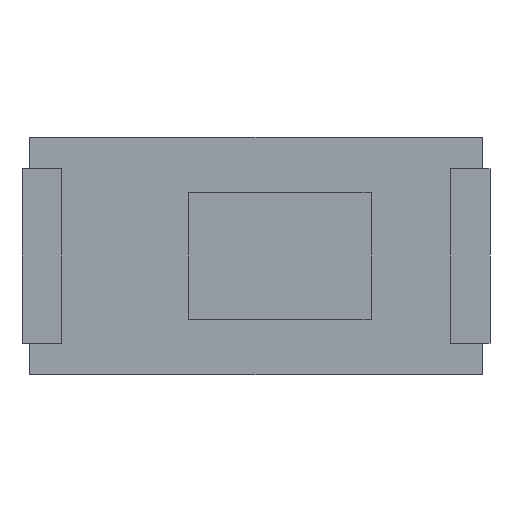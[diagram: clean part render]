
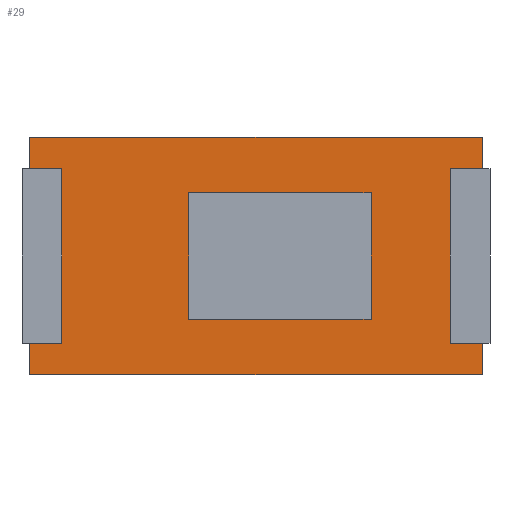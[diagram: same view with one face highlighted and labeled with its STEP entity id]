
A CAD part, front view. The second image highlights one B-rep face of the part: STEP entity #29.
In plain terms, the highlighted planar face has unit normal (0, -1, 0).
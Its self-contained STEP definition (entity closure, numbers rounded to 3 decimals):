
#10 = LINE ( 'NONE', #1670, #233 ) ;
#15 = FACE_BOUND ( 'NONE', #37, .T. ) ;
#18 = VECTOR ( 'NONE', #366, 1000. ) ;
#24 = CARTESIAN_POINT ( 'NONE',  ( -2.45, 0., 1.1 ) ) ;
#26 = DIRECTION ( 'NONE',  ( 0., 0., -1. ) ) ;
#29 = ADVANCED_FACE ( 'NONE', ( #560, #15 ), #1321, .T. ) ;
#37 = EDGE_LOOP ( 'NONE', ( #1520, #987, #1154, #706 ) ) ;
#49 = ORIENTED_EDGE ( 'NONE', *, *, #56, .T. ) ;
#55 = LINE ( 'NONE', #458, #408 ) ;
#56 = EDGE_CURVE ( 'NONE', #1089, #191, #858, .T. ) ;
#108 = EDGE_CURVE ( 'NONE', #555, #1461, #592, .T. ) ;
#109 = VECTOR ( 'NONE', #1449, 1000. ) ;
#114 = LINE ( 'NONE', #870, #536 ) ;
#130 = CARTESIAN_POINT ( 'NONE',  ( 0., 0., -1.1 ) ) ;
#160 = AXIS2_PLACEMENT_3D ( 'NONE', #1188, #687, #26 ) ;
#170 = CARTESIAN_POINT ( 'NONE',  ( 2.85, 0., 1.1 ) ) ;
#178 = EDGE_CURVE ( 'NONE', #1266, #1200, #1100, .T. ) ;
#191 = VERTEX_POINT ( 'NONE', #712 ) ;
#202 = ORIENTED_EDGE ( 'NONE', *, *, #399, .F. ) ;
#208 = DIRECTION ( 'NONE',  ( 0., 0., -1. ) ) ;
#209 = CARTESIAN_POINT ( 'NONE',  ( 0., 0., -0.8 ) ) ;
#233 = VECTOR ( 'NONE', #403, 1000. ) ;
#236 = LINE ( 'NONE', #632, #871 ) ;
#242 = DIRECTION ( 'NONE',  ( 1., 0., 0. ) ) ;
#250 = ORIENTED_EDGE ( 'NONE', *, *, #108, .T. ) ;
#252 = LINE ( 'NONE', #504, #715 ) ;
#281 = EDGE_CURVE ( 'NONE', #1200, #1366, #236, .T. ) ;
#301 = VECTOR ( 'NONE', #1635, 1000. ) ;
#311 = VERTEX_POINT ( 'NONE', #24 ) ;
#321 = CARTESIAN_POINT ( 'NONE',  ( 2.85, 0., 1.5 ) ) ;
#324 = EDGE_CURVE ( 'NONE', #191, #538, #815, .T. ) ;
#332 = CARTESIAN_POINT ( 'NONE',  ( -2.85, 0., -1.1 ) ) ;
#336 = DIRECTION ( 'NONE',  ( 0., 0., 1. ) ) ;
#366 = DIRECTION ( 'NONE',  ( 0., 0., 1. ) ) ;
#374 = CARTESIAN_POINT ( 'NONE',  ( 2.45, 0., 1.1 ) ) ;
#375 = CARTESIAN_POINT ( 'NONE',  ( -0.85, 0., 0.8 ) ) ;
#379 = EDGE_CURVE ( 'NONE', #1562, #1266, #988, .T. ) ;
#399 = EDGE_CURVE ( 'NONE', #679, #668, #1531, .T. ) ;
#402 = EDGE_CURVE ( 'NONE', #538, #492, #1279, .T. ) ;
#403 = DIRECTION ( 'NONE',  ( 0., 0., -1. ) ) ;
#406 = CARTESIAN_POINT ( 'NONE',  ( 0., 0., -1.1 ) ) ;
#408 = VECTOR ( 'NONE', #593, 1000. ) ;
#418 = EDGE_LOOP ( 'NONE', ( #202, #1146, #1669, #742, #720, #1486, #49, #1372, #1442, #808, #250, #1084 ) ) ;
#420 = LINE ( 'NONE', #945, #109 ) ;
#423 = VECTOR ( 'NONE', #1591, 1000. ) ;
#452 = EDGE_CURVE ( 'NONE', #1461, #668, #252, .T. ) ;
#458 = CARTESIAN_POINT ( 'NONE',  ( 0., 0., 0.8 ) ) ;
#492 = VERTEX_POINT ( 'NONE', #374 ) ;
#493 = CARTESIAN_POINT ( 'NONE',  ( -2.85, 0., 1.5 ) ) ;
#504 = CARTESIAN_POINT ( 'NONE',  ( 0., 0., 1.5 ) ) ;
#536 = VECTOR ( 'NONE', #242, 1000. ) ;
#538 = VERTEX_POINT ( 'NONE', #936 ) ;
#540 = VECTOR ( 'NONE', #1506, 1000. ) ;
#555 = VERTEX_POINT ( 'NONE', #170 ) ;
#560 = FACE_OUTER_BOUND ( 'NONE', #418, .T. ) ;
#566 = EDGE_CURVE ( 'NONE', #1458, #1089, #420, .T. ) ;
#592 = LINE ( 'NONE', #321, #1197 ) ;
#593 = DIRECTION ( 'NONE',  ( 1., 0., 0. ) ) ;
#619 = CARTESIAN_POINT ( 'NONE',  ( -2.85, 0., -1.5 ) ) ;
#632 = CARTESIAN_POINT ( 'NONE',  ( -0.85, 0., 0. ) ) ;
#668 = VERTEX_POINT ( 'NONE', #493 ) ;
#675 = VECTOR ( 'NONE', #1262, 1000. ) ;
#679 = VERTEX_POINT ( 'NONE', #755 ) ;
#687 = DIRECTION ( 'NONE',  ( 0., -1., 0. ) ) ;
#690 = CARTESIAN_POINT ( 'NONE',  ( -2.45, 0., -1.1 ) ) ;
#692 = VECTOR ( 'NONE', #1608, 1000. ) ;
#706 = ORIENTED_EDGE ( 'NONE', *, *, #281, .T. ) ;
#712 = CARTESIAN_POINT ( 'NONE',  ( 2.85, 0., -1.1 ) ) ;
#715 = VECTOR ( 'NONE', #1269, 1000. ) ;
#720 = ORIENTED_EDGE ( 'NONE', *, *, #733, .F. ) ;
#733 = EDGE_CURVE ( 'NONE', #1458, #942, #901, .T. ) ;
#742 = ORIENTED_EDGE ( 'NONE', *, *, #867, .T. ) ;
#755 = CARTESIAN_POINT ( 'NONE',  ( -2.85, 0., 1.1 ) ) ;
#757 = CARTESIAN_POINT ( 'NONE',  ( 2.45, 0., 0. ) ) ;
#778 = EDGE_CURVE ( 'NONE', #311, #933, #10, .T. ) ;
#786 = CARTESIAN_POINT ( 'NONE',  ( 2.85, 0., 1.5 ) ) ;
#808 = ORIENTED_EDGE ( 'NONE', *, *, #1666, .T. ) ;
#815 = LINE ( 'NONE', #406, #1261 ) ;
#821 = LINE ( 'NONE', #1060, #423 ) ;
#858 = LINE ( 'NONE', #1222, #1616 ) ;
#867 = EDGE_CURVE ( 'NONE', #933, #942, #1286, .T. ) ;
#869 = CARTESIAN_POINT ( 'NONE',  ( -2.85, 0., 1.5 ) ) ;
#870 = CARTESIAN_POINT ( 'NONE',  ( 0., 0., 1.1 ) ) ;
#871 = VECTOR ( 'NONE', #1145, 1000. ) ;
#880 = CARTESIAN_POINT ( 'NONE',  ( -2.85, 0., 1.5 ) ) ;
#894 = EDGE_CURVE ( 'NONE', #1366, #1562, #55, .T. ) ;
#901 = LINE ( 'NONE', #880, #18 ) ;
#933 = VERTEX_POINT ( 'NONE', #690 ) ;
#936 = CARTESIAN_POINT ( 'NONE',  ( 2.45, 0., -1.1 ) ) ;
#942 = VERTEX_POINT ( 'NONE', #332 ) ;
#945 = CARTESIAN_POINT ( 'NONE',  ( 0., 0., -1.5 ) ) ;
#965 = CARTESIAN_POINT ( 'NONE',  ( 1.45, 0., -0.8 ) ) ;
#987 = ORIENTED_EDGE ( 'NONE', *, *, #379, .T. ) ;
#988 = LINE ( 'NONE', #1481, #1479 ) ;
#1060 = CARTESIAN_POINT ( 'NONE',  ( 0., 0., 1.1 ) ) ;
#1084 = ORIENTED_EDGE ( 'NONE', *, *, #452, .T. ) ;
#1089 = VERTEX_POINT ( 'NONE', #1519 ) ;
#1100 = LINE ( 'NONE', #209, #692 ) ;
#1145 = DIRECTION ( 'NONE',  ( 0., 0., 1. ) ) ;
#1146 = ORIENTED_EDGE ( 'NONE', *, *, #1411, .T. ) ;
#1154 = ORIENTED_EDGE ( 'NONE', *, *, #178, .T. ) ;
#1173 = CARTESIAN_POINT ( 'NONE',  ( -0.85, 0., -0.8 ) ) ;
#1188 = CARTESIAN_POINT ( 'NONE',  ( 0., 0., 0. ) ) ;
#1197 = VECTOR ( 'NONE', #1625, 1000. ) ;
#1200 = VERTEX_POINT ( 'NONE', #1173 ) ;
#1222 = CARTESIAN_POINT ( 'NONE',  ( 2.85, 0., 1.5 ) ) ;
#1261 = VECTOR ( 'NONE', #1587, 1000. ) ;
#1262 = DIRECTION ( 'NONE',  ( 0., 0., 1. ) ) ;
#1266 = VERTEX_POINT ( 'NONE', #965 ) ;
#1269 = DIRECTION ( 'NONE',  ( -1., 0., 0. ) ) ;
#1279 = LINE ( 'NONE', #757, #675 ) ;
#1286 = LINE ( 'NONE', #130, #301 ) ;
#1321 = PLANE ( 'NONE',  #160 ) ;
#1366 = VERTEX_POINT ( 'NONE', #375 ) ;
#1372 = ORIENTED_EDGE ( 'NONE', *, *, #324, .T. ) ;
#1411 = EDGE_CURVE ( 'NONE', #679, #311, #114, .T. ) ;
#1442 = ORIENTED_EDGE ( 'NONE', *, *, #402, .T. ) ;
#1449 = DIRECTION ( 'NONE',  ( 1., 0., 0. ) ) ;
#1458 = VERTEX_POINT ( 'NONE', #619 ) ;
#1461 = VERTEX_POINT ( 'NONE', #786 ) ;
#1479 = VECTOR ( 'NONE', #208, 1000. ) ;
#1481 = CARTESIAN_POINT ( 'NONE',  ( 1.45, 0., 0. ) ) ;
#1486 = ORIENTED_EDGE ( 'NONE', *, *, #566, .T. ) ;
#1506 = DIRECTION ( 'NONE',  ( 0., 0., 1. ) ) ;
#1519 = CARTESIAN_POINT ( 'NONE',  ( 2.85, 0., -1.5 ) ) ;
#1520 = ORIENTED_EDGE ( 'NONE', *, *, #894, .T. ) ;
#1531 = LINE ( 'NONE', #869, #540 ) ;
#1562 = VERTEX_POINT ( 'NONE', #1638 ) ;
#1587 = DIRECTION ( 'NONE',  ( -1., 0., 0. ) ) ;
#1591 = DIRECTION ( 'NONE',  ( 1., 0., 0. ) ) ;
#1608 = DIRECTION ( 'NONE',  ( -1., 0., 0. ) ) ;
#1616 = VECTOR ( 'NONE', #336, 1000. ) ;
#1625 = DIRECTION ( 'NONE',  ( 0., 0., 1. ) ) ;
#1635 = DIRECTION ( 'NONE',  ( -1., 0., 0. ) ) ;
#1638 = CARTESIAN_POINT ( 'NONE',  ( 1.45, 0., 0.8 ) ) ;
#1666 = EDGE_CURVE ( 'NONE', #492, #555, #821, .T. ) ;
#1669 = ORIENTED_EDGE ( 'NONE', *, *, #778, .T. ) ;
#1670 = CARTESIAN_POINT ( 'NONE',  ( -2.45, 0., 0. ) ) ;
